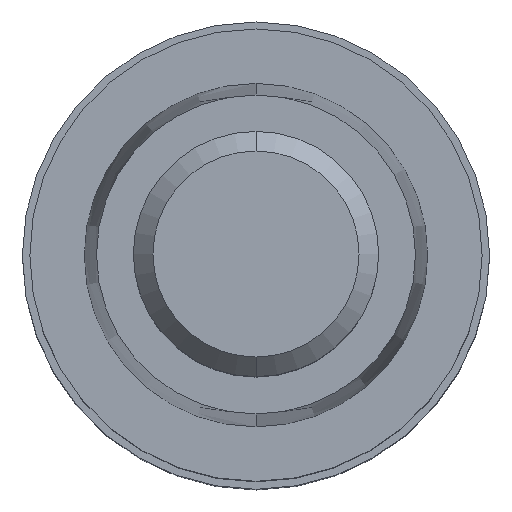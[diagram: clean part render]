
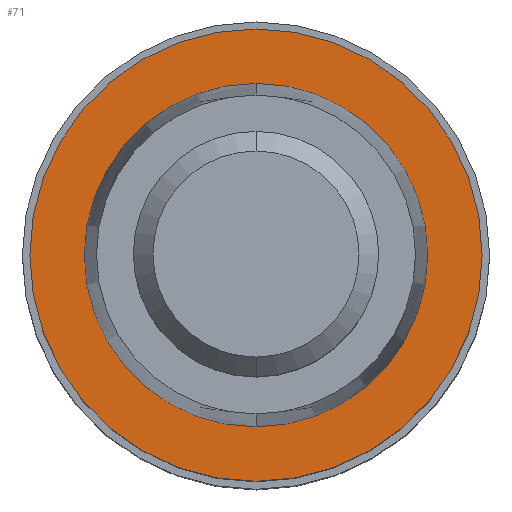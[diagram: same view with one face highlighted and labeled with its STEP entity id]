
A CAD part, top view. The second image highlights one B-rep face of the part: STEP entity #71.
In plain terms, the highlighted planar face has unit normal (0, 0, 1).
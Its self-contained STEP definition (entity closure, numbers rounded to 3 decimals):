
#36=FACE_BOUND('',#118,.T.);
#37=FACE_BOUND('',#119,.T.);
#71=ADVANCED_FACE('',(#36,#37),#86,.F.);
#86=PLANE('',#435);
#118=EDGE_LOOP('',(#164,#165));
#119=EDGE_LOOP('',(#166,#167));
#164=ORIENTED_EDGE('',*,*,#246,.F.);
#165=ORIENTED_EDGE('',*,*,#249,.F.);
#166=ORIENTED_EDGE('',*,*,#250,.F.);
#167=ORIENTED_EDGE('',*,*,#251,.F.);
#218=VERTEX_POINT('',#692);
#219=VERTEX_POINT('',#693);
#220=VERTEX_POINT('',#700);
#221=VERTEX_POINT('',#701);
#246=EDGE_CURVE('',#218,#219,#287,.T.);
#249=EDGE_CURVE('',#219,#218,#288,.T.);
#250=EDGE_CURVE('',#220,#221,#289,.T.);
#251=EDGE_CURVE('',#221,#220,#290,.T.);
#287=CIRCLE('',#429,4.61);
#288=CIRCLE('',#431,4.61);
#289=CIRCLE('',#433,3.5);
#290=CIRCLE('',#434,3.5);
#429=AXIS2_PLACEMENT_3D('',#691,#522,#523);
#431=AXIS2_PLACEMENT_3D('',#697,#528,#529);
#433=AXIS2_PLACEMENT_3D('',#699,#532,#533);
#434=AXIS2_PLACEMENT_3D('',#702,#534,#535);
#435=AXIS2_PLACEMENT_3D('',#703,#536,#537);
#522=DIRECTION('',(0.,0.,-1.));
#523=DIRECTION('',(0.,1.,0.));
#528=DIRECTION('',(0.,0.,-1.));
#529=DIRECTION('',(0.,-1.,0.));
#532=DIRECTION('',(0.,0.,1.));
#533=DIRECTION('',(0.,1.,0.));
#534=DIRECTION('',(0.,0.,1.));
#535=DIRECTION('',(0.,-1.,0.));
#536=DIRECTION('',(0.,0.,-1.));
#537=DIRECTION('',(0.,1.,0.));
#691=CARTESIAN_POINT('',(0.,0.,16.));
#692=CARTESIAN_POINT('',(0.,4.61,16.));
#693=CARTESIAN_POINT('',(0.,-4.61,16.));
#697=CARTESIAN_POINT('',(0.,0.,16.));
#699=CARTESIAN_POINT('',(0.,0.,16.));
#700=CARTESIAN_POINT('',(0.,3.5,16.));
#701=CARTESIAN_POINT('',(0.,-3.5,16.));
#702=CARTESIAN_POINT('',(0.,0.,16.));
#703=CARTESIAN_POINT('',(0.,0.,16.));
